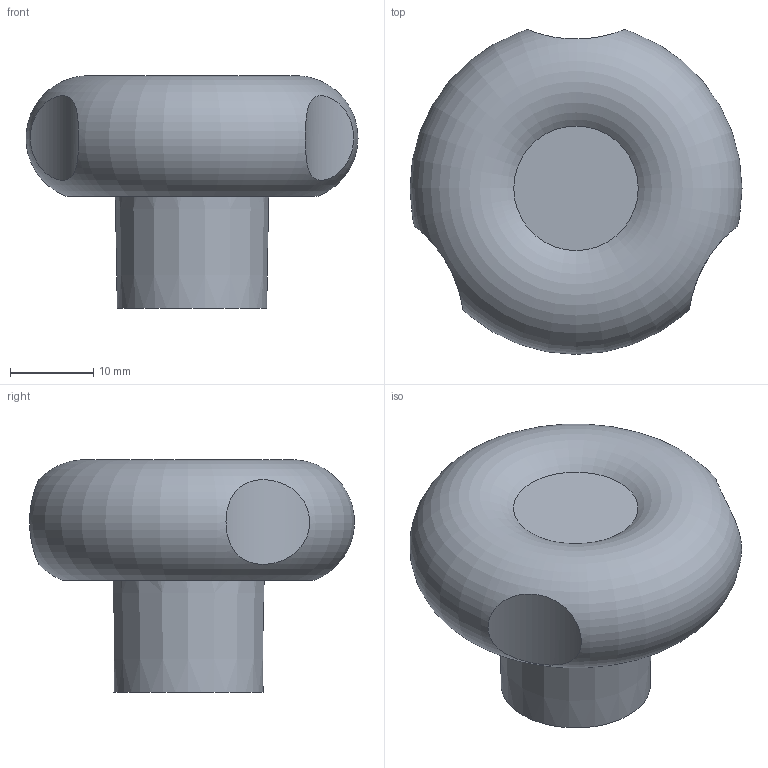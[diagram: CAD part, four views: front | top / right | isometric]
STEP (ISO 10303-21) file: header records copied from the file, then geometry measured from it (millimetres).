
FILE_DESCRIPTION( ( 'Unknown' ), '1' );
FILE_NAME( '6389035_VTB40_M06.stp', 'Unknown', ( 'Unknown' ), ( 'Unknown' ), 'PSStep 11.0', 'Unknown', ' ' );
FILE_SCHEMA( ( 'AUTOMOTIVE_DESIGN { 1 0 10303 214 1 1 1 1 }' ) );
Length unit declared in the file: millimetre
Products named in the file (1): 6389035
Bounding box: 40 x 39.13 x 27.99 mm (x, y, z)
Volume: 16130.7 mm3; surface area: 5366.9 mm2
Topology: 1 solids, 1 shells, 56 faces, 145 edges, 95 vertices
Faces by surface type: plane 19, cylinder 16, torus 13, cone 7, sphere 1
Full cylindrical faces by diameter (mm): 4.917 x1
Entity records: 2592 total; most frequent: CARTESIAN_POINT 890, ORIENTED_EDGE 268, DIRECTION 232, EDGE_CURVE 134, AXIS2_PLACEMENT_3D 100, VERTEX_POINT 90, EDGE_LOOP 66, B_SPLINE_CURVE_WITH_KNOTS 59
